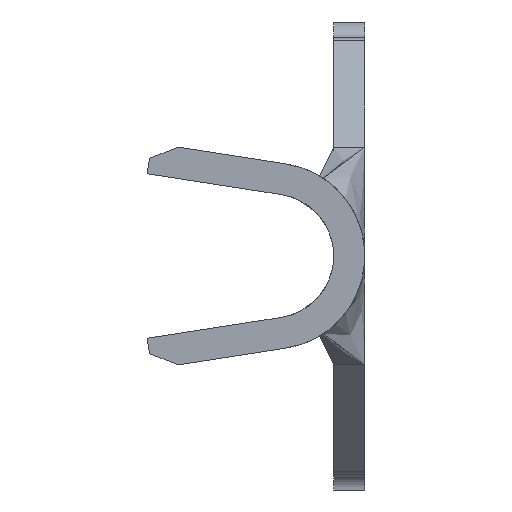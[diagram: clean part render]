
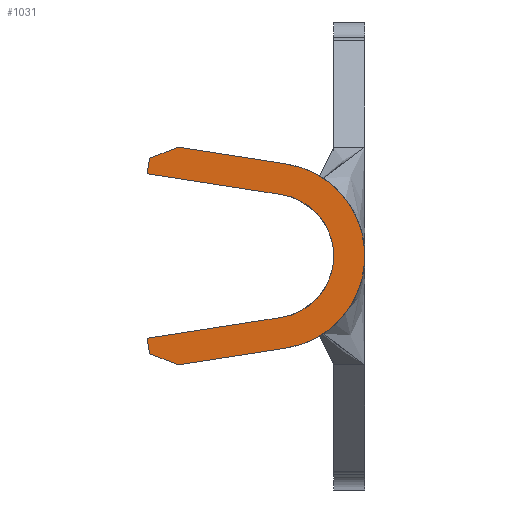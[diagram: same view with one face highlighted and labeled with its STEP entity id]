
A CAD part, left-side view. The second image highlights one B-rep face of the part: STEP entity #1031.
In plain terms, the highlighted planar face has unit normal (-1, 0, 0).
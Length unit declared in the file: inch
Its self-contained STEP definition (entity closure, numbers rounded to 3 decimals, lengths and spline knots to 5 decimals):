
#2 = CARTESIAN_POINT ( 'NONE',  ( -0.327, 0.11982, 0.07 ) ) ;
#19 = VERTEX_POINT ( 'NONE', #3252 ) ;
#135 = VERTEX_POINT ( 'NONE', #2 ) ;
#149 = CARTESIAN_POINT ( 'NONE',  ( -0.327, 0.05387, 0.03953 ) ) ;
#225 = CARTESIAN_POINT ( 'NONE',  ( -0.327, 0.0508, -0.05929 ) ) ;
#294 = LINE ( 'NONE', #1463, #1073 ) ;
#347 = CARTESIAN_POINT ( 'NONE',  ( -0.327, 0.13847, 0.06277 ) ) ;
#357 = DIRECTION ( 'NONE',  ( 0., -0.153, 0.988 ) ) ;
#426 = CIRCLE ( 'NONE', #2230, 0.06 ) ;
#443 = VECTOR ( 'NONE', #1533, 39.37008 ) ;
#485 = AXIS2_PLACEMENT_3D ( 'NONE', #1268, #2462, #3603 ) ;
#518 = CARTESIAN_POINT ( 'NONE',  ( -0.327, 0.06, 0. ) ) ;
#546 = EDGE_CURVE ( 'NONE', #1645, #1593, #3592, .T. ) ;
#557 = EDGE_CURVE ( 'NONE', #1281, #743, #426, .T. ) ;
#564 = VECTOR ( 'NONE', #705, 39.37008 ) ;
#705 = DIRECTION ( 'NONE',  ( 0., 0.153, 0.988 ) ) ;
#743 = VERTEX_POINT ( 'NONE', #1182 ) ;
#877 = EDGE_LOOP ( 'NONE', ( #1401, #1580, #2459, #1292, #1818, #3193, #1194, #1728, #1925, #3028 ) ) ;
#893 = EDGE_CURVE ( 'NONE', #19, #2887, #1826, .T. ) ;
#914 = EDGE_CURVE ( 'NONE', #1593, #3010, #2149, .T. ) ;
#966 = CARTESIAN_POINT ( 'NONE',  ( -0.327, 0.05387, -0.03953 ) ) ;
#986 = EDGE_CURVE ( 'NONE', #1153, #3066, #1063, .T. ) ;
#1031 = ADVANCED_FACE ( 'NONE', ( #1990 ), #3175, .F. ) ;
#1063 = LINE ( 'NONE', #2252, #3075 ) ;
#1073 = VECTOR ( 'NONE', #2659, 39.37008 ) ;
#1150 = EDGE_CURVE ( 'NONE', #135, #1281, #294, .T. ) ;
#1153 = VERTEX_POINT ( 'NONE', #3508 ) ;
#1182 = CARTESIAN_POINT ( 'NONE',  ( -0.327, 0.0508, -0.05929 ) ) ;
#1194 = ORIENTED_EDGE ( 'NONE', *, *, #546, .F. ) ;
#1217 = EDGE_CURVE ( 'NONE', #2887, #135, #2990, .T. ) ;
#1268 = CARTESIAN_POINT ( 'NONE',  ( -0.327, 0.06, 0. ) ) ;
#1274 = CARTESIAN_POINT ( 'NONE',  ( -0.327, 0.06, 0. ) ) ;
#1278 = DIRECTION ( 'NONE',  ( 0., 0.988, 0.153 ) ) ;
#1281 = VERTEX_POINT ( 'NONE', #2184 ) ;
#1285 = LINE ( 'NONE', #3357, #564 ) ;
#1292 = ORIENTED_EDGE ( 'NONE', *, *, #893, .F. ) ;
#1373 = VECTOR ( 'NONE', #1383, 39.37008 ) ;
#1383 = DIRECTION ( 'NONE',  ( 0., 0.988, -0.153 ) ) ;
#1401 = ORIENTED_EDGE ( 'NONE', *, *, #557, .F. ) ;
#1463 = CARTESIAN_POINT ( 'NONE',  ( -0.327, 0.0508, 0.05929 ) ) ;
#1508 = AXIS2_PLACEMENT_3D ( 'NONE', #518, #1718, #2894 ) ;
#1533 = DIRECTION ( 'NONE',  ( 0., -0.932, 0.361 ) ) ;
#1580 = ORIENTED_EDGE ( 'NONE', *, *, #1150, .F. ) ;
#1593 = VERTEX_POINT ( 'NONE', #2382 ) ;
#1604 = CARTESIAN_POINT ( 'NONE',  ( -0.327, 0.05387, 0.03953 ) ) ;
#1645 = VERTEX_POINT ( 'NONE', #2130 ) ;
#1718 = DIRECTION ( 'NONE',  ( 1., 0., 0. ) ) ;
#1728 = ORIENTED_EDGE ( 'NONE', *, *, #2209, .F. ) ;
#1818 = ORIENTED_EDGE ( 'NONE', *, *, #2536, .F. ) ;
#1826 = LINE ( 'NONE', #3001, #1835 ) ;
#1835 = VECTOR ( 'NONE', #357, 39.37008 ) ;
#1925 = ORIENTED_EDGE ( 'NONE', *, *, #986, .F. ) ;
#1990 = FACE_OUTER_BOUND ( 'NONE', #877, .T. ) ;
#2130 = CARTESIAN_POINT ( 'NONE',  ( -0.327, 0.14, -0.05289 ) ) ;
#2142 = DIRECTION ( 'NONE',  ( 0., -0.988, 0.153 ) ) ;
#2149 = CIRCLE ( 'NONE', #485, 0.04 ) ;
#2184 = CARTESIAN_POINT ( 'NONE',  ( -0.327, 0.0508, 0.05929 ) ) ;
#2209 = EDGE_CURVE ( 'NONE', #3066, #1645, #1285, .T. ) ;
#2230 = AXIS2_PLACEMENT_3D ( 'NONE', #1274, #2468, #3609 ) ;
#2252 = CARTESIAN_POINT ( 'NONE',  ( -0.327, 0.13847, -0.06277 ) ) ;
#2382 = CARTESIAN_POINT ( 'NONE',  ( -0.327, 0.05387, -0.03953 ) ) ;
#2459 = ORIENTED_EDGE ( 'NONE', *, *, #1217, .F. ) ;
#2462 = DIRECTION ( 'NONE',  ( -1., 0., 0. ) ) ;
#2468 = DIRECTION ( 'NONE',  ( 1., 0., 0. ) ) ;
#2514 = EDGE_CURVE ( 'NONE', #743, #1153, #2856, .T. ) ;
#2536 = EDGE_CURVE ( 'NONE', #3010, #19, #2774, .T. ) ;
#2659 = DIRECTION ( 'NONE',  ( 0., -0.988, -0.153 ) ) ;
#2706 = VECTOR ( 'NONE', #2142, 39.37008 ) ;
#2774 = LINE ( 'NONE', #149, #3684 ) ;
#2833 = CARTESIAN_POINT ( 'NONE',  ( -0.327, 0.13847, -0.06277 ) ) ;
#2856 = LINE ( 'NONE', #225, #1373 ) ;
#2887 = VERTEX_POINT ( 'NONE', #3339 ) ;
#2894 = DIRECTION ( 'NONE',  ( 0., 0., -1. ) ) ;
#2990 = LINE ( 'NONE', #347, #443 ) ;
#3001 = CARTESIAN_POINT ( 'NONE',  ( -0.327, 0.14, 0.05289 ) ) ;
#3010 = VERTEX_POINT ( 'NONE', #1604 ) ;
#3028 = ORIENTED_EDGE ( 'NONE', *, *, #2514, .F. ) ;
#3066 = VERTEX_POINT ( 'NONE', #2833 ) ;
#3075 = VECTOR ( 'NONE', #3420, 39.37008 ) ;
#3175 = PLANE ( 'NONE',  #1508 ) ;
#3193 = ORIENTED_EDGE ( 'NONE', *, *, #914, .F. ) ;
#3252 = CARTESIAN_POINT ( 'NONE',  ( -0.327, 0.14, 0.05289 ) ) ;
#3339 = CARTESIAN_POINT ( 'NONE',  ( -0.327, 0.13847, 0.06277 ) ) ;
#3357 = CARTESIAN_POINT ( 'NONE',  ( -0.327, 0.14, -0.05289 ) ) ;
#3420 = DIRECTION ( 'NONE',  ( 0., 0.932, 0.361 ) ) ;
#3508 = CARTESIAN_POINT ( 'NONE',  ( -0.327, 0.11982, -0.07 ) ) ;
#3592 = LINE ( 'NONE', #966, #2706 ) ;
#3603 = DIRECTION ( 'NONE',  ( 0., 0., -1. ) ) ;
#3609 = DIRECTION ( 'NONE',  ( 0., 0., -1. ) ) ;
#3684 = VECTOR ( 'NONE', #1278, 39.37008 ) ;
